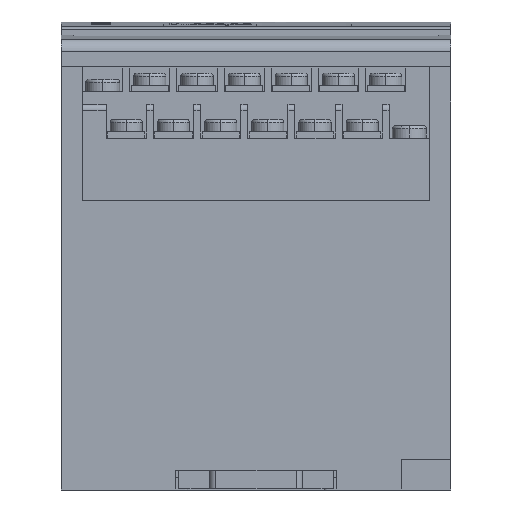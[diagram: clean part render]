
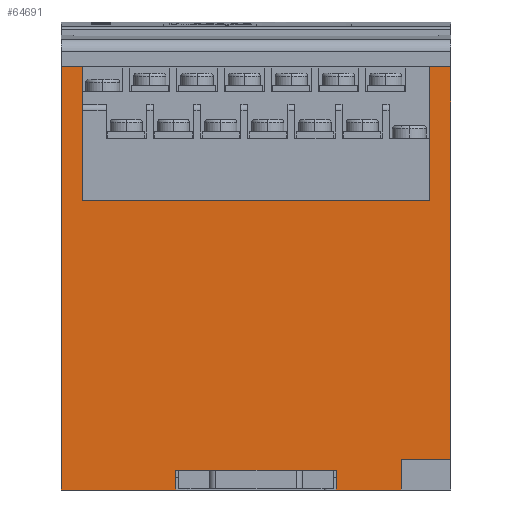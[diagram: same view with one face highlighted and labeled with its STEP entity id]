
A CAD part, front view. The second image highlights one B-rep face of the part: STEP entity #64691.
In plain terms, the highlighted planar face has unit normal (0, -1, 0).
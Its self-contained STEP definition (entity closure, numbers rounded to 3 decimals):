
#1076 = CARTESIAN_POINT ( 'NONE',  ( 18.5, 0., -72.4 ) ) ;
#1328 = CARTESIAN_POINT ( 'NONE',  ( 59.6, 0., -28.768 ) ) ;
#2768 = CARTESIAN_POINT ( 'NONE',  ( 44.5, 0., -72.4 ) ) ;
#3838 = EDGE_CURVE ( 'NONE', #50908, #39614, #49396, .T. ) ;
#4384 = CARTESIAN_POINT ( 'NONE',  ( 55., 0., -75.6 ) ) ;
#5200 = CARTESIAN_POINT ( 'NONE',  ( 59.6, 0., -7.268 ) ) ;
#5907 = CARTESIAN_POINT ( 'NONE',  ( 59.6, 0., -28.768 ) ) ;
#6484 = DIRECTION ( 'NONE',  ( 1., 0., 0. ) ) ;
#7000 = CARTESIAN_POINT ( 'NONE',  ( 3.4, 0., -7.268 ) ) ;
#7850 = LINE ( 'NONE', #64397, #26285 ) ;
#8243 = VERTEX_POINT ( 'NONE', #55126 ) ;
#8518 = VERTEX_POINT ( 'NONE', #57249 ) ;
#9242 = CARTESIAN_POINT ( 'NONE',  ( 63., 0., -7.268 ) ) ;
#9300 = CARTESIAN_POINT ( 'NONE',  ( 55., 0., -70.6 ) ) ;
#9338 = DIRECTION ( 'NONE',  ( 1., 0., 0. ) ) ;
#9875 = LINE ( 'NONE', #37627, #21886 ) ;
#10092 = ORIENTED_EDGE ( 'NONE', *, *, #52703, .F. ) ;
#11239 = LINE ( 'NONE', #50199, #49009 ) ;
#11393 = LINE ( 'NONE', #4384, #50779 ) ;
#11948 = ORIENTED_EDGE ( 'NONE', *, *, #38965, .T. ) ;
#12268 = LINE ( 'NONE', #25858, #39497 ) ;
#12363 = CARTESIAN_POINT ( 'NONE',  ( 63., 0., -7.268 ) ) ;
#12752 = VERTEX_POINT ( 'NONE', #9300 ) ;
#13022 = CARTESIAN_POINT ( 'NONE',  ( 3.4, 0., -28.768 ) ) ;
#13690 = DIRECTION ( 'NONE',  ( -1., 0., 0. ) ) ;
#13785 = LINE ( 'NONE', #44360, #40992 ) ;
#13980 = VERTEX_POINT ( 'NONE', #2768 ) ;
#15023 = EDGE_CURVE ( 'NONE', #12752, #29638, #11239, .T. ) ;
#16040 = DIRECTION ( 'NONE',  ( -1., 0., 0. ) ) ;
#16457 = DIRECTION ( 'NONE',  ( 0., 0., 1. ) ) ;
#16481 = CARTESIAN_POINT ( 'NONE',  ( 55., 0., -75.6 ) ) ;
#19529 = DIRECTION ( 'NONE',  ( 0., 0., 1. ) ) ;
#19794 = CARTESIAN_POINT ( 'NONE',  ( 44.5, 0., -33.265 ) ) ;
#20304 = DIRECTION ( 'NONE',  ( -1., 0., 0. ) ) ;
#21111 = VERTEX_POINT ( 'NONE', #58316 ) ;
#21167 = ORIENTED_EDGE ( 'NONE', *, *, #45675, .F. ) ;
#21781 = ORIENTED_EDGE ( 'NONE', *, *, #24931, .F. ) ;
#21881 = CARTESIAN_POINT ( 'NONE',  ( 0., 0., -75.6 ) ) ;
#21886 = VECTOR ( 'NONE', #53426, 1000. ) ;
#22355 = VECTOR ( 'NONE', #36242, 1000. ) ;
#22676 = DIRECTION ( 'NONE',  ( -1., 0., 0. ) ) ;
#23178 = ORIENTED_EDGE ( 'NONE', *, *, #50217, .T. ) ;
#24931 = EDGE_CURVE ( 'NONE', #13980, #62448, #13785, .T. ) ;
#25344 = VECTOR ( 'NONE', #20304, 1000. ) ;
#25539 = VERTEX_POINT ( 'NONE', #7000 ) ;
#25858 = CARTESIAN_POINT ( 'NONE',  ( 63., 0., -7.268 ) ) ;
#25943 = CARTESIAN_POINT ( 'NONE',  ( 63., 0., -7.268 ) ) ;
#26285 = VECTOR ( 'NONE', #53414, 1000. ) ;
#28389 = CARTESIAN_POINT ( 'NONE',  ( 3.4, 0., -28.768 ) ) ;
#28731 = VECTOR ( 'NONE', #22676, 1000. ) ;
#29638 = VERTEX_POINT ( 'NONE', #49203 ) ;
#31038 = DIRECTION ( 'NONE',  ( -1., 0., 0. ) ) ;
#33334 = ORIENTED_EDGE ( 'NONE', *, *, #39464, .T. ) ;
#33429 = VECTOR ( 'NONE', #6484, 1000. ) ;
#33786 = EDGE_CURVE ( 'NONE', #51697, #25539, #54780, .T. ) ;
#34585 = PLANE ( 'NONE',  #45622 ) ;
#34661 = EDGE_LOOP ( 'NONE', ( #10092, #11948, #45999, #63611, #23178, #47227, #49100, #43113, #52034, #55810, #21167, #40373, #21781, #33334 ) ) ;
#35641 = VECTOR ( 'NONE', #16040, 1000. ) ;
#35703 = VECTOR ( 'NONE', #16457, 1000. ) ;
#36242 = DIRECTION ( 'NONE',  ( 0., 0., -1. ) ) ;
#37573 = LINE ( 'NONE', #25943, #22355 ) ;
#37627 = CARTESIAN_POINT ( 'NONE',  ( 18.5, 0., -33.265 ) ) ;
#38076 = VERTEX_POINT ( 'NONE', #49212 ) ;
#38647 = EDGE_CURVE ( 'NONE', #62448, #8518, #9875, .T. ) ;
#38692 = CARTESIAN_POINT ( 'NONE',  ( 59.6, 0., -28.768 ) ) ;
#38965 = EDGE_CURVE ( 'NONE', #47766, #12752, #11393, .T. ) ;
#39422 = VECTOR ( 'NONE', #64330, 1000. ) ;
#39464 = EDGE_CURVE ( 'NONE', #13980, #38076, #61080, .T. ) ;
#39497 = VECTOR ( 'NONE', #31038, 1000. ) ;
#39614 = VERTEX_POINT ( 'NONE', #5200 ) ;
#40233 = DIRECTION ( 'NONE',  ( 0., 0., 1. ) ) ;
#40373 = ORIENTED_EDGE ( 'NONE', *, *, #38647, .F. ) ;
#40380 = EDGE_CURVE ( 'NONE', #8243, #29638, #37573, .T. ) ;
#40992 = VECTOR ( 'NONE', #13690, 1000. ) ;
#43113 = ORIENTED_EDGE ( 'NONE', *, *, #33786, .T. ) ;
#43914 = LINE ( 'NONE', #12363, #28731 ) ;
#44360 = CARTESIAN_POINT ( 'NONE',  ( 18.5, 0., -72.4 ) ) ;
#45622 = AXIS2_PLACEMENT_3D ( 'NONE', #9242, #50322, #19529 ) ;
#45675 = EDGE_CURVE ( 'NONE', #8518, #57342, #66317, .T. ) ;
#45999 = ORIENTED_EDGE ( 'NONE', *, *, #15023, .T. ) ;
#47227 = ORIENTED_EDGE ( 'NONE', *, *, #3838, .F. ) ;
#47392 = VECTOR ( 'NONE', #54446, 1000. ) ;
#47766 = VERTEX_POINT ( 'NONE', #16481 ) ;
#49009 = VECTOR ( 'NONE', #9338, 1000. ) ;
#49100 = ORIENTED_EDGE ( 'NONE', *, *, #61225, .F. ) ;
#49203 = CARTESIAN_POINT ( 'NONE',  ( 63., 0., -70.6 ) ) ;
#49212 = CARTESIAN_POINT ( 'NONE',  ( 44.5, 0., -75.6 ) ) ;
#49396 = LINE ( 'NONE', #38692, #35703 ) ;
#50199 = CARTESIAN_POINT ( 'NONE',  ( 55., 0., -70.6 ) ) ;
#50217 = EDGE_CURVE ( 'NONE', #8243, #39614, #43914, .T. ) ;
#50322 = DIRECTION ( 'NONE',  ( 0., 1., 0. ) ) ;
#50779 = VECTOR ( 'NONE', #40233, 1000. ) ;
#50908 = VERTEX_POINT ( 'NONE', #5907 ) ;
#51697 = VERTEX_POINT ( 'NONE', #13022 ) ;
#52034 = ORIENTED_EDGE ( 'NONE', *, *, #57957, .T. ) ;
#52703 = EDGE_CURVE ( 'NONE', #47766, #38076, #62998, .T. ) ;
#53414 = DIRECTION ( 'NONE',  ( 0., 0., -1. ) ) ;
#53426 = DIRECTION ( 'NONE',  ( 0., 0., -1. ) ) ;
#54446 = DIRECTION ( 'NONE',  ( 0., 0., -1. ) ) ;
#54780 = LINE ( 'NONE', #28389, #39422 ) ;
#55126 = CARTESIAN_POINT ( 'NONE',  ( 63., 0., -7.268 ) ) ;
#55810 = ORIENTED_EDGE ( 'NONE', *, *, #62691, .T. ) ;
#57249 = CARTESIAN_POINT ( 'NONE',  ( 18.5, 0., -75.6 ) ) ;
#57342 = VERTEX_POINT ( 'NONE', #21881 ) ;
#57957 = EDGE_CURVE ( 'NONE', #25539, #21111, #12268, .T. ) ;
#58316 = CARTESIAN_POINT ( 'NONE',  ( 0., 0., -7.268 ) ) ;
#60729 = LINE ( 'NONE', #1328, #33429 ) ;
#61080 = LINE ( 'NONE', #19794, #47392 ) ;
#61225 = EDGE_CURVE ( 'NONE', #51697, #50908, #60729, .T. ) ;
#61647 = CARTESIAN_POINT ( 'NONE',  ( 63., 0., -75.6 ) ) ;
#62060 = CARTESIAN_POINT ( 'NONE',  ( 63., 0., -75.6 ) ) ;
#62448 = VERTEX_POINT ( 'NONE', #1076 ) ;
#62691 = EDGE_CURVE ( 'NONE', #21111, #57342, #7850, .T. ) ;
#62998 = LINE ( 'NONE', #62060, #35641 ) ;
#63611 = ORIENTED_EDGE ( 'NONE', *, *, #40380, .F. ) ;
#64330 = DIRECTION ( 'NONE',  ( 0., 0., 1. ) ) ;
#64397 = CARTESIAN_POINT ( 'NONE',  ( 0., 0., -7.268 ) ) ;
#64691 = ADVANCED_FACE ( 'NONE', ( #66112 ), #34585, .F. ) ;
#66112 = FACE_OUTER_BOUND ( 'NONE', #34661, .T. ) ;
#66317 = LINE ( 'NONE', #61647, #25344 ) ;
